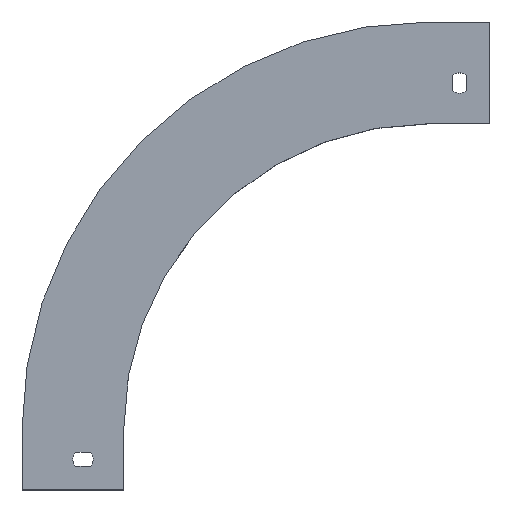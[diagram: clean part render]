
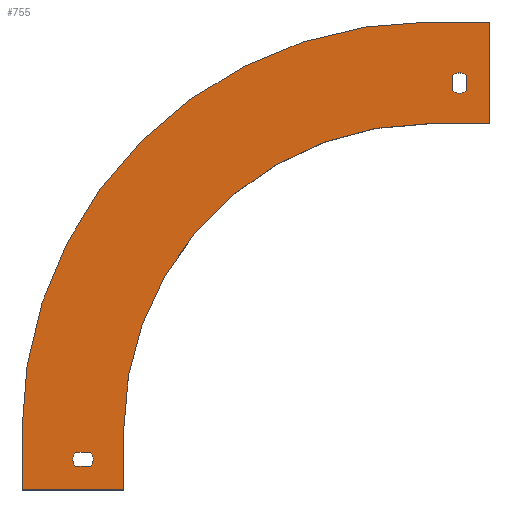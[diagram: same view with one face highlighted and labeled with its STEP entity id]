
A CAD part, top view. The second image highlights one B-rep face of the part: STEP entity #755.
In plain terms, the highlighted planar face has unit normal (0, 0, 1).
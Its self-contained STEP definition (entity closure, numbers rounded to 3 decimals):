
#15 = CARTESIAN_POINT ( 'NONE',  ( 200., 230., 0.8 ) ) ;
#17 = CARTESIAN_POINT ( 'NONE',  ( 33.571, 11.5, 0.8 ) ) ;
#32 = CARTESIAN_POINT ( 'NONE',  ( 211.5, 203.571, 0.8 ) ) ;
#35 = CARTESIAN_POINT ( 'NONE',  ( 0., 0., 0.8 ) ) ;
#38 = CARTESIAN_POINT ( 'NONE',  ( 200., 30., 0.8 ) ) ;
#62 = CARTESIAN_POINT ( 'NONE',  ( 200., 180., 0.8 ) ) ;
#84 = DIRECTION ( 'NONE',  ( -1., 0., 0. ) ) ;
#85 = DIRECTION ( 'NONE',  ( 0., 0., -1. ) ) ;
#93 = CARTESIAN_POINT ( 'NONE',  ( 211.5, 196.429, 0.8 ) ) ;
#94 = CARTESIAN_POINT ( 'NONE',  ( 26.429, 11.5, 0.8 ) ) ;
#102 = CARTESIAN_POINT ( 'NONE',  ( 26.429, 18.5, 0.8 ) ) ;
#115 = CARTESIAN_POINT ( 'NONE',  ( 50., 30., 0.8 ) ) ;
#134 = CARTESIAN_POINT ( 'NONE',  ( 50., 0., 0.8 ) ) ;
#138 = CARTESIAN_POINT ( 'NONE',  ( 215., 200., 0.8 ) ) ;
#139 = DIRECTION ( 'NONE',  ( 0., 0., -1. ) ) ;
#142 = CARTESIAN_POINT ( 'NONE',  ( 230., 230., 0.8 ) ) ;
#143 = DIRECTION ( 'NONE',  ( 0., -1., 0. ) ) ;
#152 = PLANE ( 'NONE',  #329 ) ;
#156 = CARTESIAN_POINT ( 'NONE',  ( 218.5, 203.571, 0.8 ) ) ;
#157 = CARTESIAN_POINT ( 'NONE',  ( 230., 180., 0.8 ) ) ;
#166 = CARTESIAN_POINT ( 'NONE',  ( 215., 200., 0.8 ) ) ;
#169 = DIRECTION ( 'NONE',  ( 0., -1., 0. ) ) ;
#171 = CARTESIAN_POINT ( 'NONE',  ( 33.571, 18.5, 0.8 ) ) ;
#172 = CARTESIAN_POINT ( 'NONE',  ( 0., 30., 0.8 ) ) ;
#178 = CARTESIAN_POINT ( 'NONE',  ( 218.5, 196.429, 0.8 ) ) ;
#180 = DIRECTION ( 'NONE',  ( 0., 0., -1. ) ) ;
#230 = EDGE_CURVE ( 'NONE', #598, #589, #369, .T. ) ;
#246 = EDGE_CURVE ( 'NONE', #476, #469, #350, .T. ) ;
#247 = EDGE_CURVE ( 'NONE', #570, #476, #341, .T. ) ;
#250 = EDGE_CURVE ( 'NONE', #469, #468, #354, .T. ) ;
#251 = EDGE_CURVE ( 'NONE', #468, #601, #452, .T. ) ;
#254 = EDGE_CURVE ( 'NONE', #601, #494, #450, .T. ) ;
#258 = EDGE_CURVE ( 'NONE', #494, #537, #422, .T. ) ;
#261 = AXIS2_PLACEMENT_3D ( 'NONE', #166, #85, #169 ) ;
#264 = EDGE_CURVE ( 'NONE', #537, #515, #447, .T. ) ;
#265 = EDGE_CURVE ( 'NONE', #515, #570, #449, .T. ) ;
#266 = EDGE_CURVE ( 'NONE', #504, #548, #442, .T. ) ;
#267 = EDGE_CURVE ( 'NONE', #525, #504, #705, .T. ) ;
#268 = EDGE_CURVE ( 'NONE', #461, #525, #669, .T. ) ;
#269 = EDGE_CURVE ( 'NONE', #548, #461, #687, .T. ) ;
#271 = EDGE_CURVE ( 'NONE', #589, #551, #679, .T. ) ;
#273 = EDGE_CURVE ( 'NONE', #551, #571, #686, .T. ) ;
#275 = EDGE_CURVE ( 'NONE', #571, #598, #670, .T. ) ;
#301 = AXIS2_PLACEMENT_3D ( 'NONE', #1139, #1174, #1166 ) ;
#302 = AXIS2_PLACEMENT_3D ( 'NONE', #138, #139, #143 ) ;
#303 = AXIS2_PLACEMENT_3D ( 'NONE', #1143, #1152, #1133 ) ;
#304 = AXIS2_PLACEMENT_3D ( 'NONE', #1187, #1127, #1159 ) ;
#305 = AXIS2_PLACEMENT_3D ( 'NONE', #1179, #1182, #1181 ) ;
#329 = AXIS2_PLACEMENT_3D ( 'NONE', #38, #180, #84 ) ;
#341 = LINE ( 'NONE', #1124, #355 ) ;
#347 = VECTOR ( 'NONE', #1118, 1000. ) ;
#350 = LINE ( 'NONE', #1108, #347 ) ;
#354 = CIRCLE ( 'NONE', #305, 150. ) ;
#355 = VECTOR ( 'NONE', #1117, 1000. ) ;
#369 = LINE ( 'NONE', #1171, #372 ) ;
#372 = VECTOR ( 'NONE', #1178, 1000. ) ;
#421 = VECTOR ( 'NONE', #1160, 1000. ) ;
#422 = LINE ( 'NONE', #1126, #424 ) ;
#424 = VECTOR ( 'NONE', #1135, 1000. ) ;
#442 = LINE ( 'NONE', #1191, #662 ) ;
#443 = VECTOR ( 'NONE', #1229, 1000. ) ;
#447 = CIRCLE ( 'NONE', #303, 200. ) ;
#449 = LINE ( 'NONE', #1148, #443 ) ;
#450 = LINE ( 'NONE', #1214, #421 ) ;
#452 = LINE ( 'NONE', #1112, #454 ) ;
#454 = VECTOR ( 'NONE', #1116, 1000. ) ;
#458 = ORIENTED_EDGE ( 'NONE', *, *, #273, .T. ) ;
#461 = VERTEX_POINT ( 'NONE', #94 ) ;
#468 = VERTEX_POINT ( 'NONE', #62 ) ;
#469 = VERTEX_POINT ( 'NONE', #115 ) ;
#473 = ORIENTED_EDGE ( 'NONE', *, *, #251, .T. ) ;
#476 = VERTEX_POINT ( 'NONE', #134 ) ;
#494 = VERTEX_POINT ( 'NONE', #142 ) ;
#504 = VERTEX_POINT ( 'NONE', #171 ) ;
#515 = VERTEX_POINT ( 'NONE', #172 ) ;
#517 = ORIENTED_EDGE ( 'NONE', *, *, #267, .F. ) ;
#525 = VERTEX_POINT ( 'NONE', #17 ) ;
#537 = VERTEX_POINT ( 'NONE', #15 ) ;
#548 = VERTEX_POINT ( 'NONE', #102 ) ;
#551 = VERTEX_POINT ( 'NONE', #93 ) ;
#564 = ORIENTED_EDGE ( 'NONE', *, *, #268, .F. ) ;
#568 = ORIENTED_EDGE ( 'NONE', *, *, #266, .F. ) ;
#570 = VERTEX_POINT ( 'NONE', #35 ) ;
#571 = VERTEX_POINT ( 'NONE', #32 ) ;
#572 = ORIENTED_EDGE ( 'NONE', *, *, #246, .T. ) ;
#574 = ORIENTED_EDGE ( 'NONE', *, *, #265, .T. ) ;
#589 = VERTEX_POINT ( 'NONE', #178 ) ;
#598 = VERTEX_POINT ( 'NONE', #156 ) ;
#601 = VERTEX_POINT ( 'NONE', #157 ) ;
#662 = VECTOR ( 'NONE', #1158, 1000. ) ;
#669 = LINE ( 'NONE', #1110, #693 ) ;
#670 = CIRCLE ( 'NONE', #261, 5. ) ;
#676 = VECTOR ( 'NONE', #1162, 1000. ) ;
#679 = CIRCLE ( 'NONE', #302, 5. ) ;
#686 = LINE ( 'NONE', #1129, #676 ) ;
#687 = CIRCLE ( 'NONE', #301, 5. ) ;
#693 = VECTOR ( 'NONE', #1190, 1000. ) ;
#705 = CIRCLE ( 'NONE', #304, 5. ) ;
#755 = ADVANCED_FACE ( 'NONE', ( #899, #889, #894 ), #152, .F. ) ;
#889 = FACE_BOUND ( 'NONE', #957, .T. ) ;
#894 = FACE_BOUND ( 'NONE', #954, .T. ) ;
#899 = FACE_OUTER_BOUND ( 'NONE', #946, .T. ) ;
#946 = EDGE_LOOP ( 'NONE', ( #1039, #572, #1073, #473, #1075, #1079, #1101, #574 ) ) ;
#954 = EDGE_LOOP ( 'NONE', ( #993, #458, #1097, #1018 ) ) ;
#957 = EDGE_LOOP ( 'NONE', ( #568, #517, #564, #1082 ) ) ;
#993 = ORIENTED_EDGE ( 'NONE', *, *, #271, .T. ) ;
#1018 = ORIENTED_EDGE ( 'NONE', *, *, #230, .T. ) ;
#1039 = ORIENTED_EDGE ( 'NONE', *, *, #247, .T. ) ;
#1073 = ORIENTED_EDGE ( 'NONE', *, *, #250, .T. ) ;
#1075 = ORIENTED_EDGE ( 'NONE', *, *, #254, .T. ) ;
#1079 = ORIENTED_EDGE ( 'NONE', *, *, #258, .T. ) ;
#1082 = ORIENTED_EDGE ( 'NONE', *, *, #269, .F. ) ;
#1097 = ORIENTED_EDGE ( 'NONE', *, *, #275, .T. ) ;
#1101 = ORIENTED_EDGE ( 'NONE', *, *, #264, .T. ) ;
#1108 = CARTESIAN_POINT ( 'NONE',  ( 50., 0., 0.8 ) ) ;
#1110 = CARTESIAN_POINT ( 'NONE',  ( 26.429, 11.5, 0.8 ) ) ;
#1112 = CARTESIAN_POINT ( 'NONE',  ( 230., 180., 0.8 ) ) ;
#1116 = DIRECTION ( 'NONE',  ( 1., 0., 0. ) ) ;
#1117 = DIRECTION ( 'NONE',  ( 1., 0., 0. ) ) ;
#1118 = DIRECTION ( 'NONE',  ( 0., 1., 0. ) ) ;
#1124 = CARTESIAN_POINT ( 'NONE',  ( 0., 0., 0.8 ) ) ;
#1126 = CARTESIAN_POINT ( 'NONE',  ( 200., 230., 0.8 ) ) ;
#1127 = DIRECTION ( 'NONE',  ( 0., 0., 1. ) ) ;
#1129 = CARTESIAN_POINT ( 'NONE',  ( 211.5, 203.571, 0.8 ) ) ;
#1133 = DIRECTION ( 'NONE',  ( -1., 0., 0. ) ) ;
#1135 = DIRECTION ( 'NONE',  ( -1., 0., 0. ) ) ;
#1139 = CARTESIAN_POINT ( 'NONE',  ( 30., 15., 0.8 ) ) ;
#1143 = CARTESIAN_POINT ( 'NONE',  ( 200., 30., 0.8 ) ) ;
#1148 = CARTESIAN_POINT ( 'NONE',  ( 0., 30., 0.8 ) ) ;
#1152 = DIRECTION ( 'NONE',  ( 0., 0., 1. ) ) ;
#1158 = DIRECTION ( 'NONE',  ( -1., 0., 0. ) ) ;
#1159 = DIRECTION ( 'NONE',  ( 1., 0., 0. ) ) ;
#1160 = DIRECTION ( 'NONE',  ( 0., 1., 0. ) ) ;
#1162 = DIRECTION ( 'NONE',  ( 0., 1., 0. ) ) ;
#1166 = DIRECTION ( 'NONE',  ( 1., 0., 0. ) ) ;
#1171 = CARTESIAN_POINT ( 'NONE',  ( 218.5, 203.571, 0.8 ) ) ;
#1174 = DIRECTION ( 'NONE',  ( 0., 0., 1. ) ) ;
#1178 = DIRECTION ( 'NONE',  ( 0., -1., 0. ) ) ;
#1179 = CARTESIAN_POINT ( 'NONE',  ( 200., 30., 0.8 ) ) ;
#1181 = DIRECTION ( 'NONE',  ( 1., 0., 0. ) ) ;
#1182 = DIRECTION ( 'NONE',  ( 0., 0., -1. ) ) ;
#1187 = CARTESIAN_POINT ( 'NONE',  ( 30., 15., 0.8 ) ) ;
#1190 = DIRECTION ( 'NONE',  ( 1., 0., 0. ) ) ;
#1191 = CARTESIAN_POINT ( 'NONE',  ( 26.429, 18.5, 0.8 ) ) ;
#1214 = CARTESIAN_POINT ( 'NONE',  ( 230., 230., 0.8 ) ) ;
#1229 = DIRECTION ( 'NONE',  ( 0., -1., 0. ) ) ;
